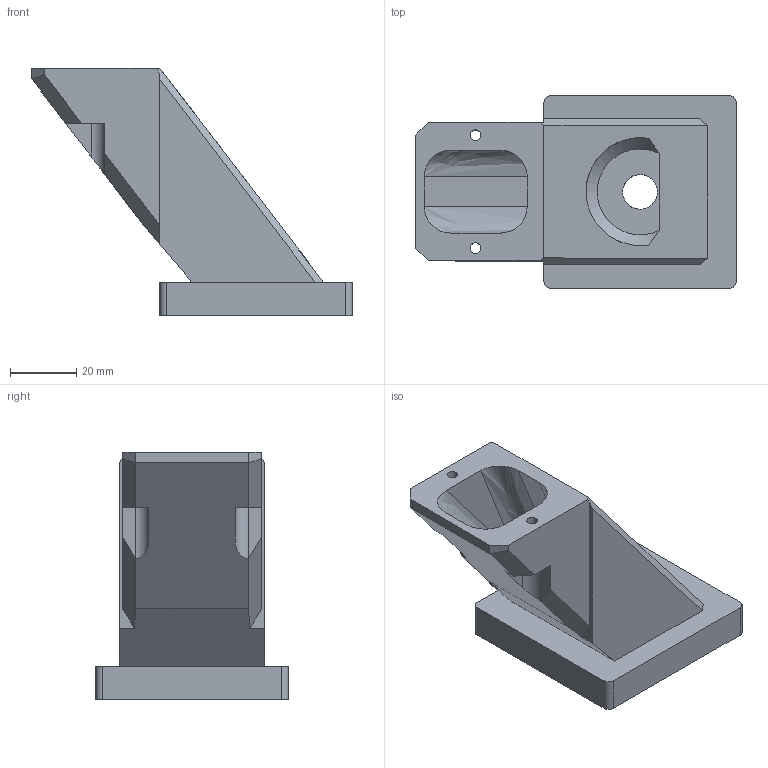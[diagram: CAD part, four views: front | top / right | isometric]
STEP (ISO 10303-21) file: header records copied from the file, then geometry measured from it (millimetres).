
FILE_DESCRIPTION(/* description */ (''),/* implementation_level */ '2;1');
FILE_NAME(/* name */ 'PelletInlet.step',/* time_stamp */ '2023-05-15T17:53:01+02:00',/* author */ (''),/* organization */ (''),/* preprocessor_version */ 'ST-DEVELOPER v19.2',/* originating_system */ 'Autodesk Translation Framework v12.4.0.73',/* authorisation */ '');
FILE_SCHEMA (('AUTOMOTIVE_DESIGN { 1 0 10303 214 3 1 1 }'));
Length unit declared in the file: millimetre
Products named in the file (1): PelletInlet
Bounding box: 96.66 x 58 x 74.54 mm (x, y, z)
Volume: 102146.2 mm3; surface area: 27506.7 mm2
Topology: 1 solids, 1 shells, 60 faces, 168 edges, 111 vertices
Faces by surface type: plane 41, cylinder 13, bspline 4, cone 2
Full cylindrical faces by diameter (mm): 3.2 x2, 10.5 x1
Entity records: 2041 total; most frequent: CARTESIAN_POINT 439, ORIENTED_EDGE 336, DIRECTION 311, EDGE_CURVE 168, LINE 115, VECTOR 115, VERTEX_POINT 111, AXIS2_PLACEMENT_3D 98
